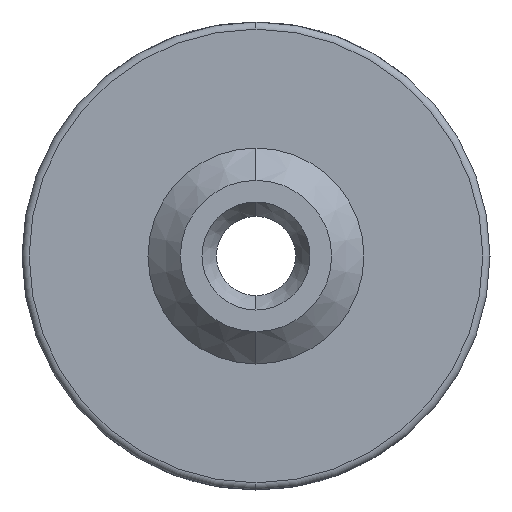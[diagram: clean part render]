
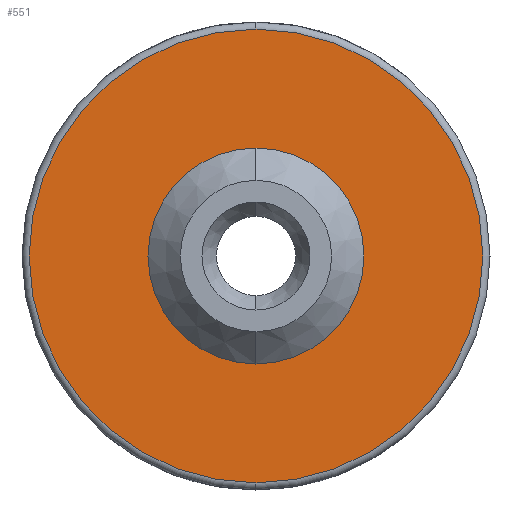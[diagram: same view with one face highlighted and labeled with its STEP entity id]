
A CAD part, left-side view. The second image highlights one B-rep face of the part: STEP entity #551.
In plain terms, the highlighted planar face has unit normal (-1, 0, 0).
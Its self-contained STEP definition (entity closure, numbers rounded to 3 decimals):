
#7 = EDGE_CURVE ( 'NONE', #1054, #905, #490, .T. ) ;
#43 = DIRECTION ( 'NONE',  ( 0., 0., 1. ) ) ;
#55 = DIRECTION ( 'NONE',  ( -1., 0., 0. ) ) ;
#59 = CARTESIAN_POINT ( 'NONE',  ( -26., 0., 2.6 ) ) ;
#82 = CIRCLE ( 'NONE', #994, 6.3 ) ;
#92 = ORIENTED_EDGE ( 'NONE', *, *, #7, .F. ) ;
#155 = ORIENTED_EDGE ( 'NONE', *, *, #468, .T. ) ;
#171 = VERTEX_POINT ( 'NONE', #406 ) ;
#388 = CARTESIAN_POINT ( 'NONE',  ( -26., 0., 0. ) ) ;
#401 = AXIS2_PLACEMENT_3D ( 'NONE', #964, #480, #818 ) ;
#406 = CARTESIAN_POINT ( 'NONE',  ( -26., 0., -6.3 ) ) ;
#427 = DIRECTION ( 'NONE',  ( 0., 0., 1. ) ) ;
#468 = EDGE_CURVE ( 'NONE', #171, #1092, #757, .T. ) ;
#480 = DIRECTION ( 'NONE',  ( -1., 0., 0. ) ) ;
#490 = CIRCLE ( 'NONE', #401, 2.6 ) ;
#495 = FACE_BOUND ( 'NONE', #918, .T. ) ;
#549 = EDGE_LOOP ( 'NONE', ( #669, #155 ) ) ;
#551 = ADVANCED_FACE ( 'NONE', ( #495, #920 ), #667, .F. ) ;
#563 = AXIS2_PLACEMENT_3D ( 'NONE', #679, #832, #829 ) ;
#565 = DIRECTION ( 'NONE',  ( 0., 0., 1. ) ) ;
#667 = PLANE ( 'NONE',  #563 ) ;
#669 = ORIENTED_EDGE ( 'NONE', *, *, #778, .T. ) ;
#679 = CARTESIAN_POINT ( 'NONE',  ( -26., 0., -6.3 ) ) ;
#689 = CARTESIAN_POINT ( 'NONE',  ( -26., 0., 0. ) ) ;
#723 = CARTESIAN_POINT ( 'NONE',  ( -26., 0., -2.6 ) ) ;
#733 = CARTESIAN_POINT ( 'NONE',  ( -26., 0., 0. ) ) ;
#757 = CIRCLE ( 'NONE', #892, 6.3 ) ;
#778 = EDGE_CURVE ( 'NONE', #1092, #171, #82, .T. ) ;
#818 = DIRECTION ( 'NONE',  ( 0., 0., 1. ) ) ;
#829 = DIRECTION ( 'NONE',  ( 0., 0., -1. ) ) ;
#832 = DIRECTION ( 'NONE',  ( 1., 0., 0. ) ) ;
#848 = DIRECTION ( 'NONE',  ( -1., 0., 0. ) ) ;
#892 = AXIS2_PLACEMENT_3D ( 'NONE', #388, #55, #43 ) ;
#905 = VERTEX_POINT ( 'NONE', #723 ) ;
#914 = CARTESIAN_POINT ( 'NONE',  ( -26., 0., 6.3 ) ) ;
#918 = EDGE_LOOP ( 'NONE', ( #92, #1076 ) ) ;
#920 = FACE_OUTER_BOUND ( 'NONE', #549, .T. ) ;
#944 = EDGE_CURVE ( 'NONE', #905, #1054, #1070, .T. ) ;
#964 = CARTESIAN_POINT ( 'NONE',  ( -26., 0., 0. ) ) ;
#994 = AXIS2_PLACEMENT_3D ( 'NONE', #689, #848, #427 ) ;
#1012 = AXIS2_PLACEMENT_3D ( 'NONE', #733, #1060, #565 ) ;
#1054 = VERTEX_POINT ( 'NONE', #59 ) ;
#1060 = DIRECTION ( 'NONE',  ( -1., 0., 0. ) ) ;
#1070 = CIRCLE ( 'NONE', #1012, 2.6 ) ;
#1076 = ORIENTED_EDGE ( 'NONE', *, *, #944, .F. ) ;
#1092 = VERTEX_POINT ( 'NONE', #914 ) ;
